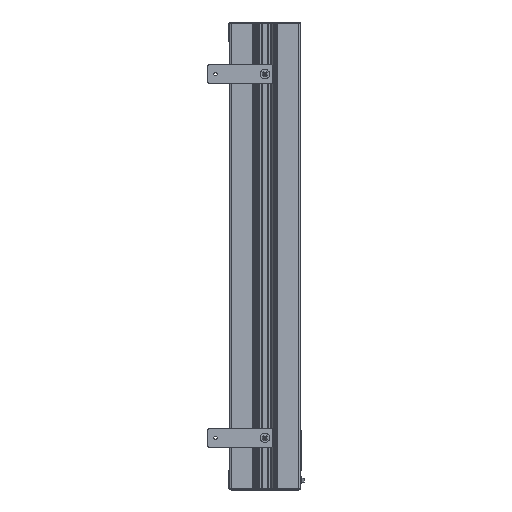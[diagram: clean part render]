
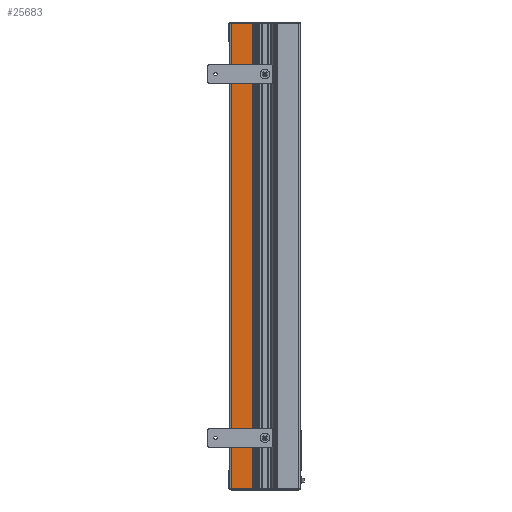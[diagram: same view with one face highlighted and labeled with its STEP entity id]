
A CAD part, top view. The second image highlights one B-rep face of the part: STEP entity #25683.
In plain terms, the highlighted face is planar.
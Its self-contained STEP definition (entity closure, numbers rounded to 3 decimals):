
#3115=FACE_OUTER_BOUND('',#4749,.T.);
#4749=EDGE_LOOP('',(#23070,#23071,#23072,#23073));
#5009=LINE('',#35987,#7682);
#6694=LINE('',#40782,#9367);
#7427=LINE('',#64353,#10100);
#7428=LINE('',#64355,#10101);
#7682=VECTOR('',#29059,41.7);
#9367=VECTOR('',#32834,41.7);
#10100=VECTOR('',#34571,894.);
#10101=VECTOR('',#34574,894.);
#10446=VERTEX_POINT('',#35984);
#10447=VERTEX_POINT('',#35986);
#11879=VERTEX_POINT('',#40779);
#11880=VERTEX_POINT('',#40781);
#12959=EDGE_CURVE('',#10446,#10447,#5009,.T.);
#15045=EDGE_CURVE('',#11880,#11879,#6694,.T.);
#16030=EDGE_CURVE('',#11879,#10447,#7427,.T.);
#16031=EDGE_CURVE('',#11880,#10446,#7428,.T.);
#23070=ORIENTED_EDGE('',*,*,#12959,.F.);
#23071=ORIENTED_EDGE('',*,*,#16031,.F.);
#23072=ORIENTED_EDGE('',*,*,#15045,.T.);
#23073=ORIENTED_EDGE('',*,*,#16030,.T.);
#24267=PLANE('',#27971);
#25683=ADVANCED_FACE('',(#3115),#24267,.T.);
#27971=AXIS2_PLACEMENT_3D('',#64354,#34572,#34573);
#29059=DIRECTION('',(0.,0.,1.));
#32834=DIRECTION('',(0.,0.,1.));
#34571=DIRECTION('',(1.,0.,0.));
#34572=DIRECTION('center_axis',(0.,1.,0.));
#34573=DIRECTION('ref_axis',(0.,0.,1.));
#34574=DIRECTION('',(1.,0.,0.));
#35984=CARTESIAN_POINT('',(896.5,57.5,-65.));
#35986=CARTESIAN_POINT('',(896.5,57.5,-23.3));
#35987=CARTESIAN_POINT('',(896.5,57.5,-65.));
#40779=CARTESIAN_POINT('',(2.5,57.5,-23.3));
#40781=CARTESIAN_POINT('',(2.5,57.5,-65.));
#40782=CARTESIAN_POINT('',(2.5,57.5,-65.));
#64353=CARTESIAN_POINT('',(2.5,57.5,-23.3));
#64354=CARTESIAN_POINT('Origin',(-6.44,57.5,-73.94));
#64355=CARTESIAN_POINT('',(2.5,57.5,-65.));
